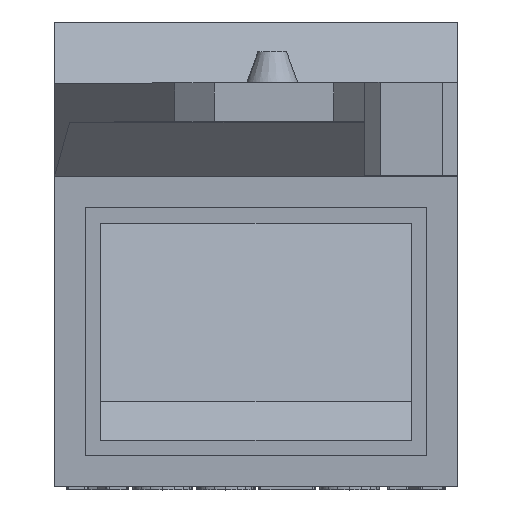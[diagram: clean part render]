
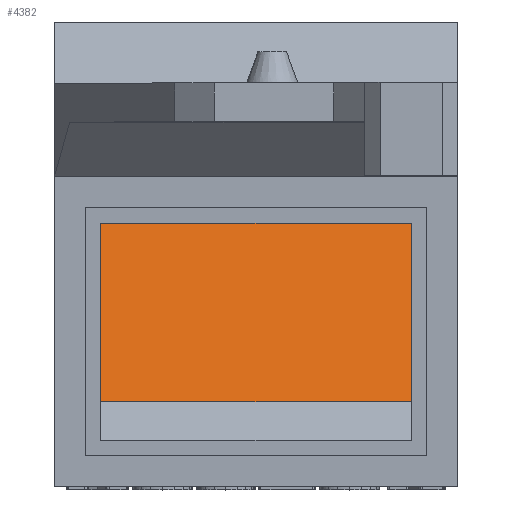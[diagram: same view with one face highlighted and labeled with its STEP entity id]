
A CAD part, top view. The second image highlights one B-rep face of the part: STEP entity #4382.
In plain terms, the highlighted planar face has unit normal (0, 0.25, 0.968).
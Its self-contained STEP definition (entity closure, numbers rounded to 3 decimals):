
#725=FACE_OUTER_BOUND('',#974,.T.);
#974=EDGE_LOOP('',(#4039,#4040,#4041,#4042));
#1289=LINE('',#7635,#1634);
#1300=LINE('',#7660,#1645);
#1321=LINE('',#7702,#1666);
#1322=LINE('',#7704,#1667);
#1634=VECTOR('',#4952,10.);
#1645=VECTOR('',#4973,10.);
#1666=VECTOR('',#5020,10.);
#1667=VECTOR('',#5023,10.);
#2086=VERTEX_POINT('',#7632);
#2087=VERTEX_POINT('',#7634);
#2095=VERTEX_POINT('',#7657);
#2096=VERTEX_POINT('',#7659);
#2722=EDGE_CURVE('',#2087,#2086,#1289,.T.);
#2735=EDGE_CURVE('',#2095,#2096,#1300,.T.);
#2756=EDGE_CURVE('',#2096,#2086,#1321,.F.);
#2757=EDGE_CURVE('',#2087,#2095,#1322,.T.);
#4039=ORIENTED_EDGE('',*,*,#2735,.F.);
#4040=ORIENTED_EDGE('',*,*,#2757,.F.);
#4041=ORIENTED_EDGE('',*,*,#2722,.T.);
#4042=ORIENTED_EDGE('',*,*,#2756,.F.);
#4147=PLANE('',#4492);
#4382=ADVANCED_FACE('',(#725),#4147,.F.);
#4492=AXIS2_PLACEMENT_3D('',#7703,#5021,#5022);
#4952=DIRECTION('',(0.,-0.968,0.25));
#4973=DIRECTION('',(0.,-0.968,0.25));
#5020=DIRECTION('',(1.,0.,0.));
#5021=DIRECTION('center_axis',(0.,-0.25,
-0.968));
#5022=DIRECTION('ref_axis',(0.,-0.968,0.25));
#5023=DIRECTION('',(1.,0.,0.));
#7632=CARTESIAN_POINT('',(-4.5,-57.275,-22.489));
#7634=CARTESIAN_POINT('',(-4.5,-33.29,-28.68));
#7635=CARTESIAN_POINT('',(-4.5,-41.053,-26.676));
#7657=CARTESIAN_POINT('',(19.5,-33.29,-28.68));
#7659=CARTESIAN_POINT('',(19.5,-57.275,-22.489));
#7660=CARTESIAN_POINT('',(19.5,-41.053,-26.676));
#7702=CARTESIAN_POINT('',(20.5,-57.275,-22.489));
#7703=CARTESIAN_POINT('Origin',(20.5,-33.29,-28.68));
#7704=CARTESIAN_POINT('',(20.5,-33.29,-28.68));
